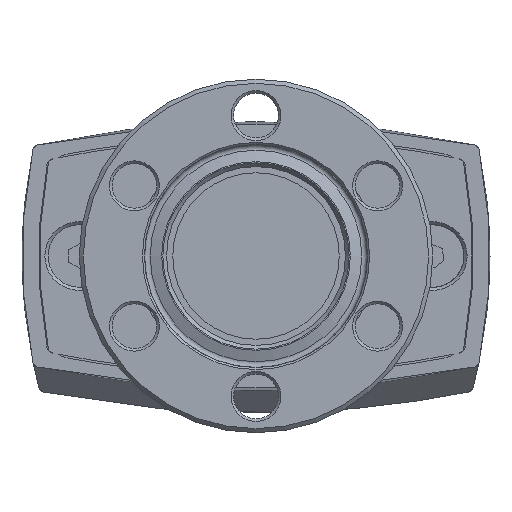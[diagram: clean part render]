
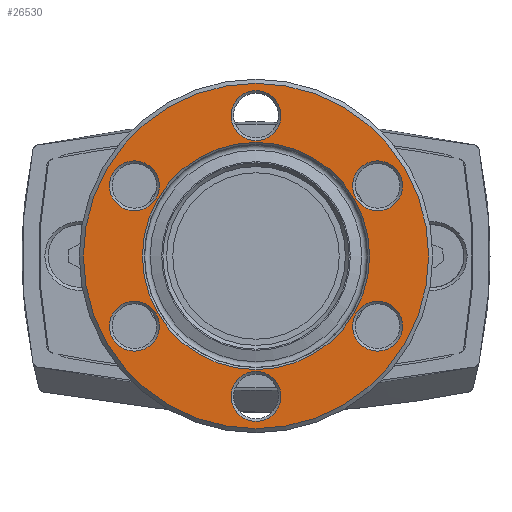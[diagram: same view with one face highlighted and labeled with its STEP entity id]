
A CAD part, front view. The second image highlights one B-rep face of the part: STEP entity #26530.
In plain terms, the highlighted planar face has unit normal (0, -1, 0).
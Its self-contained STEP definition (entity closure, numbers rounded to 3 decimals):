
#26433=CARTESIAN_POINT('',(1.2,-47.7,11.422));
#26434=VERTEX_POINT('',#26433);
#26435=CARTESIAN_POINT('',(0.,-47.7,13.5));
#26436=DIRECTION('',(0.,-1.0,0.));
#26437=DIRECTION('',(-0.5,0.,0.866));
#26438=AXIS2_PLACEMENT_3D('',#26435,#26436,#26437);
#26439=CIRCLE('',#26438,2.4);
#26440=EDGE_CURVE('',#26434,#26434,#26439,.T.);
#26445=CARTESIAN_POINT('',(0.,-47.7,13.963));
#26446=DIRECTION('',(0.0,-1.0,0.0));
#26447=DIRECTION('',(1.0,0.0,0.0));
#26448=AXIS2_PLACEMENT_3D('',#26445,#26446,#26447);
#26449=PLANE('',#26448);
#26450=CARTESIAN_POINT('',(0.,-47.7,16.6));
#26451=VERTEX_POINT('',#26450);
#26452=CARTESIAN_POINT('',(0.,-47.7,0.));
#26453=DIRECTION('',(0.0,1.0,0.0));
#26454=DIRECTION('',(0.0,0.0,-1.0));
#26455=AXIS2_PLACEMENT_3D('',#26452,#26453,#26454);
#26456=CIRCLE('',#26455,16.6);
#26457=EDGE_CURVE('',#26451,#26451,#26456,.T.);
#26458=ORIENTED_EDGE('',*,*,#26457,.F.);
#26459=EDGE_LOOP('',(#26458));
#26460=FACE_OUTER_BOUND('',#26459,.T.);
#26461=CARTESIAN_POINT('',(10.491,-47.7,4.672));
#26462=VERTEX_POINT('',#26461);
#26463=CARTESIAN_POINT('',(11.691,-47.7,6.75));
#26464=DIRECTION('',(0.,-1.0,0.));
#26465=DIRECTION('',(0.5,0.,0.866));
#26466=AXIS2_PLACEMENT_3D('',#26463,#26464,#26465);
#26467=CIRCLE('',#26466,2.4);
#26468=EDGE_CURVE('',#26462,#26462,#26467,.T.);
#26469=ORIENTED_EDGE('',*,*,#26468,.F.);
#26470=EDGE_LOOP('',(#26469));
#26471=FACE_BOUND('',#26470,.T.);
#26472=CARTESIAN_POINT('',(-1.2,-47.7,-11.422));
#26473=VERTEX_POINT('',#26472);
#26474=CARTESIAN_POINT('',(0.,-47.7,-13.5));
#26475=DIRECTION('',(0.,-1.0,0.));
#26476=DIRECTION('',(0.5,0.,-0.866));
#26477=AXIS2_PLACEMENT_3D('',#26474,#26475,#26476);
#26478=CIRCLE('',#26477,2.4);
#26479=EDGE_CURVE('',#26473,#26473,#26478,.T.);
#26480=ORIENTED_EDGE('',*,*,#26479,.F.);
#26481=EDGE_LOOP('',(#26480));
#26482=FACE_BOUND('',#26481,.T.);
#26483=CARTESIAN_POINT('',(-9.291,-47.7,6.75));
#26484=VERTEX_POINT('',#26483);
#26485=CARTESIAN_POINT('',(-11.691,-47.7,6.75));
#26486=DIRECTION('',(0.0,-1.0,0.0));
#26487=DIRECTION('',(-1.0,0.0,0.0));
#26488=AXIS2_PLACEMENT_3D('',#26485,#26486,#26487);
#26489=CIRCLE('',#26488,2.4);
#26490=EDGE_CURVE('',#26484,#26484,#26489,.T.);
#26491=ORIENTED_EDGE('',*,*,#26490,.F.);
#26492=EDGE_LOOP('',(#26491));
#26493=FACE_BOUND('',#26492,.T.);
#26494=CARTESIAN_POINT('',(0.,-47.7,10.925));
#26495=VERTEX_POINT('',#26494);
#26496=CARTESIAN_POINT('',(0.,-47.7,0.));
#26497=DIRECTION('',(0.0,-1.0,0.0));
#26498=DIRECTION('',(0.0,0.0,1.0));
#26499=AXIS2_PLACEMENT_3D('',#26496,#26497,#26498);
#26500=CIRCLE('',#26499,10.925);
#26501=EDGE_CURVE('',#26495,#26495,#26500,.T.);
#26502=ORIENTED_EDGE('',*,*,#26501,.F.);
#26503=EDGE_LOOP('',(#26502));
#26504=FACE_BOUND('',#26503,.T.);
#26505=CARTESIAN_POINT('',(-10.491,-47.7,-4.672));
#26506=VERTEX_POINT('',#26505);
#26507=CARTESIAN_POINT('',(-11.691,-47.7,-6.75));
#26508=DIRECTION('',(0.,-1.0,0.));
#26509=DIRECTION('',(-0.5,0.,-0.866));
#26510=AXIS2_PLACEMENT_3D('',#26507,#26508,#26509);
#26511=CIRCLE('',#26510,2.4);
#26512=EDGE_CURVE('',#26506,#26506,#26511,.T.);
#26513=ORIENTED_EDGE('',*,*,#26512,.F.);
#26514=EDGE_LOOP('',(#26513));
#26515=FACE_BOUND('',#26514,.T.);
#26516=CARTESIAN_POINT('',(9.291,-47.7,-6.75));
#26517=VERTEX_POINT('',#26516);
#26518=CARTESIAN_POINT('',(11.691,-47.7,-6.75));
#26519=DIRECTION('',(0.0,-1.0,0.0));
#26520=DIRECTION('',(1.0,0.0,0.0));
#26521=AXIS2_PLACEMENT_3D('',#26518,#26519,#26520);
#26522=CIRCLE('',#26521,2.4);
#26523=EDGE_CURVE('',#26517,#26517,#26522,.T.);
#26524=ORIENTED_EDGE('',*,*,#26523,.F.);
#26525=EDGE_LOOP('',(#26524));
#26526=FACE_BOUND('',#26525,.T.);
#26527=ORIENTED_EDGE('',*,*,#26440,.F.);
#26528=EDGE_LOOP('',(#26527));
#26529=FACE_BOUND('',#26528,.T.);
#26530=ADVANCED_FACE('',(#26460,#26471,#26482,#26493,#26504,#26515,#26526,#26529),#26449,.T.);
